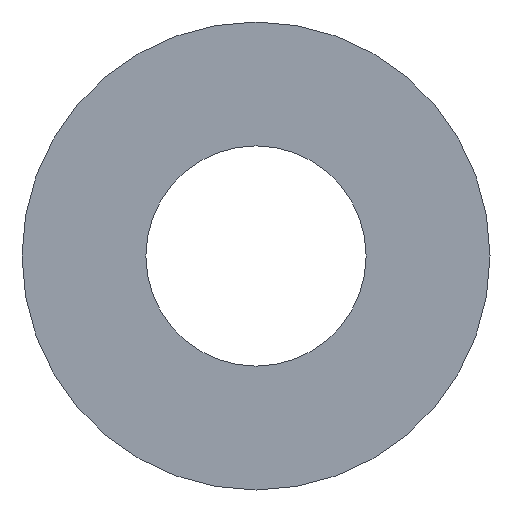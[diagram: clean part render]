
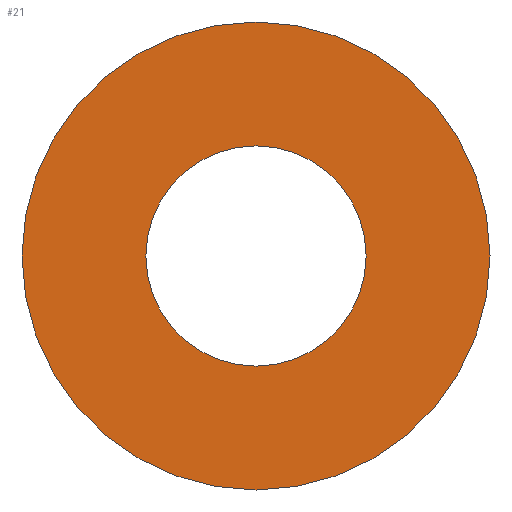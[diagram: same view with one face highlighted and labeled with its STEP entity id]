
A CAD part, front view. The second image highlights one B-rep face of the part: STEP entity #21.
In plain terms, the highlighted planar face has unit normal (0, -1, 0).
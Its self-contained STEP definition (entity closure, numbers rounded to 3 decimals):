
#2 = EDGE_LOOP ( 'NONE', ( #49 ) ) ;
#11 = CARTESIAN_POINT ( 'NONE',  ( 0., 0., 8. ) ) ;
#17 = DIRECTION ( 'NONE',  ( 0., 0., 1. ) ) ;
#18 = DIRECTION ( 'NONE',  ( 0., 1., 0. ) ) ;
#20 = AXIS2_PLACEMENT_3D ( 'NONE', #52, #86, #17 ) ;
#21 = ADVANCED_FACE ( 'NONE', ( #67, #50 ), #35, .F. ) ;
#22 = ORIENTED_EDGE ( 'NONE', *, *, #57, .T. ) ;
#29 = CARTESIAN_POINT ( 'NONE',  ( 0., 0., 17. ) ) ;
#35 = PLANE ( 'NONE',  #20 ) ;
#46 = DIRECTION ( 'NONE',  ( 0., 0., 1. ) ) ;
#49 = ORIENTED_EDGE ( 'NONE', *, *, #116, .F. ) ;
#50 = FACE_BOUND ( 'NONE', #75, .T. ) ;
#52 = CARTESIAN_POINT ( 'NONE',  ( 0., 0., 0. ) ) ;
#56 = AXIS2_PLACEMENT_3D ( 'NONE', #97, #117, #46 ) ;
#57 = EDGE_CURVE ( 'NONE', #99, #99, #77, .T. ) ;
#65 = CARTESIAN_POINT ( 'NONE',  ( 0., 0., 0. ) ) ;
#67 = FACE_OUTER_BOUND ( 'NONE', #2, .T. ) ;
#71 = VERTEX_POINT ( 'NONE', #29 ) ;
#75 = EDGE_LOOP ( 'NONE', ( #22 ) ) ;
#77 = CIRCLE ( 'NONE', #56, 8. ) ;
#86 = DIRECTION ( 'NONE',  ( 0., 1., 0. ) ) ;
#88 = CIRCLE ( 'NONE', #119, 17. ) ;
#97 = CARTESIAN_POINT ( 'NONE',  ( 0., 0., 0. ) ) ;
#99 = VERTEX_POINT ( 'NONE', #11 ) ;
#106 = DIRECTION ( 'NONE',  ( 0., 0., 1. ) ) ;
#116 = EDGE_CURVE ( 'NONE', #71, #71, #88, .T. ) ;
#117 = DIRECTION ( 'NONE',  ( 0., 1., 0. ) ) ;
#119 = AXIS2_PLACEMENT_3D ( 'NONE', #65, #18, #106 ) ;
